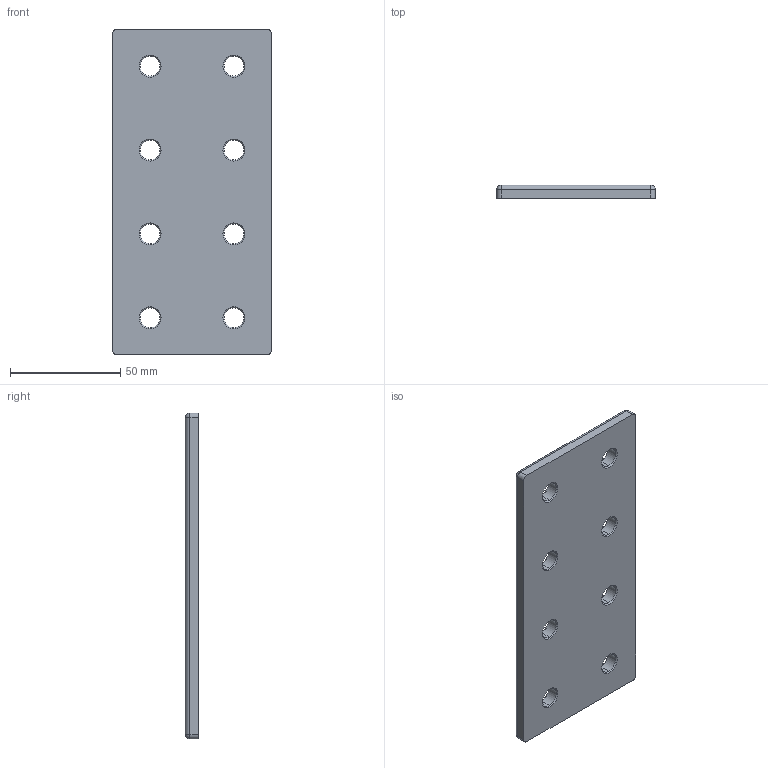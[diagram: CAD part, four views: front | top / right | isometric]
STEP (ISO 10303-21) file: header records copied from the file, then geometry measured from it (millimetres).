
FILE_DESCRIPTION (( 'STEP AP214' ), '1' );
FILE_NAME ('093vd76152.STEP', '2014-08-21T11:03:54', ( '' ), ( '' ), 'SwSTEP 2.0', 'SolidWorks 2014', '' );
FILE_SCHEMA (( 'AUTOMOTIVE_DESIGN' ));
Length unit declared in the file: millimetre
Products named in the file (1): 093vd76152
Bounding box: 72 x 6 x 148 mm (x, y, z)
Volume: 60430.8 mm3; surface area: 23760 mm2
Topology: 1 solids, 1 shells, 66 faces, 152 edges, 84 vertices
Faces by surface type: cone 32, cylinder 24, plane 6, sphere 4
Entity records: 1886 total; most frequent: DIRECTION 362, CARTESIAN_POINT 299, ORIENTED_EDGE 296, EDGE_CURVE 148, AXIS2_PLACEMENT_3D 147, VERTEX_POINT 84, EDGE_LOOP 82, CIRCLE 80
